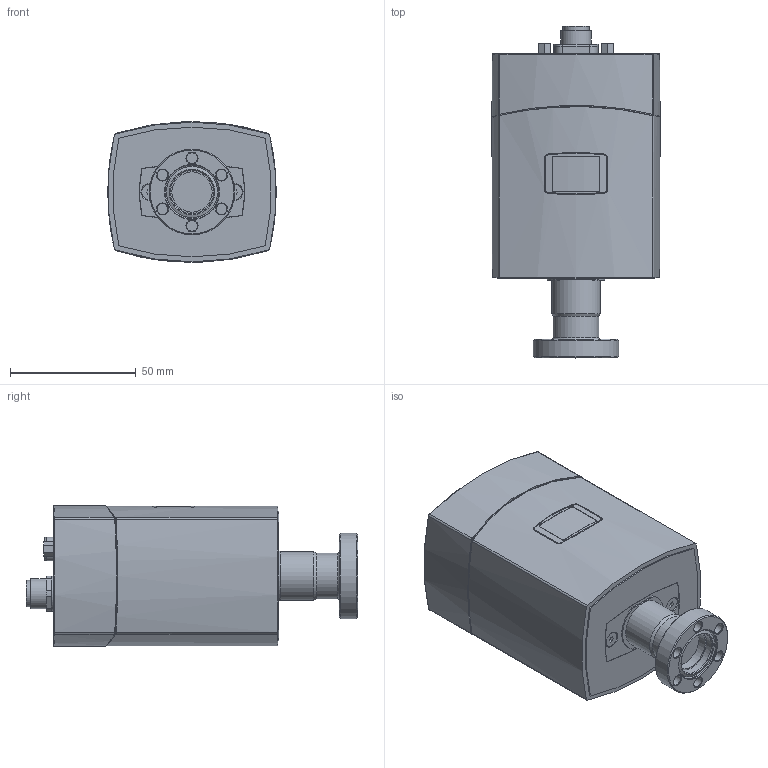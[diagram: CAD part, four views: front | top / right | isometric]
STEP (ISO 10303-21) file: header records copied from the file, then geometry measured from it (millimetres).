
FILE_DESCRIPTION((''),'2;1');
FILE_NAME('MPCG55x_15DSub_DNet_16CF.stp','2013-04-03T16:15:32',('BEM'),(''),'Autodesk Inventor 2012','Autodesk Inventor 2012','');
FILE_SCHEMA(('AUTOMOTIVE_DESIGN { 1 0 10303 214 1 1 1 1 }'));
Length unit declared in the file: millimetre
Products named in the file (1): Bauteil8
Bounding box: 67 x 132.1 x 56 mm (x, y, z)
Volume: 81098.4 mm3; surface area: 77843.6 mm2
Topology: 2 solids, 3 shells, 1253 faces, 3313 edges, 2160 vertices
Faces by surface type: plane 812, cylinder 343, cone 56, torus 29, bspline 8, sphere 5
Full cylindrical faces by diameter (mm): 1 x16, 1.1 x2, 1.3 x9, 2 x2, 2.1 x2, 2.156 x2, 2.6 x6, 2.8 x7, 2.845 x2, 2.9 x5, 3 x10, 3.2 x8, 3.4 x5, 3.6 x2, 4 x2, 4.3 x6, 8.3 x1, 9.4 x1, 9.5 x1, 10.5 x1, 12 x2, 12.2 x1, 14 x1, 16 x2, 17.2 x1, 18 x1, 18.2 x1, 19 x1, 19.5 x1, 34 x1
Entity records: 39617 total; most frequent: CARTESIAN_POINT 7618, ORIENTED_EDGE 6210, DIRECTION 6185, EDGE_CURVE 3105, VECTOR 2233, LINE 2233, VERTEX_POINT 2117, AXIS2_PLACEMENT_3D 1976
